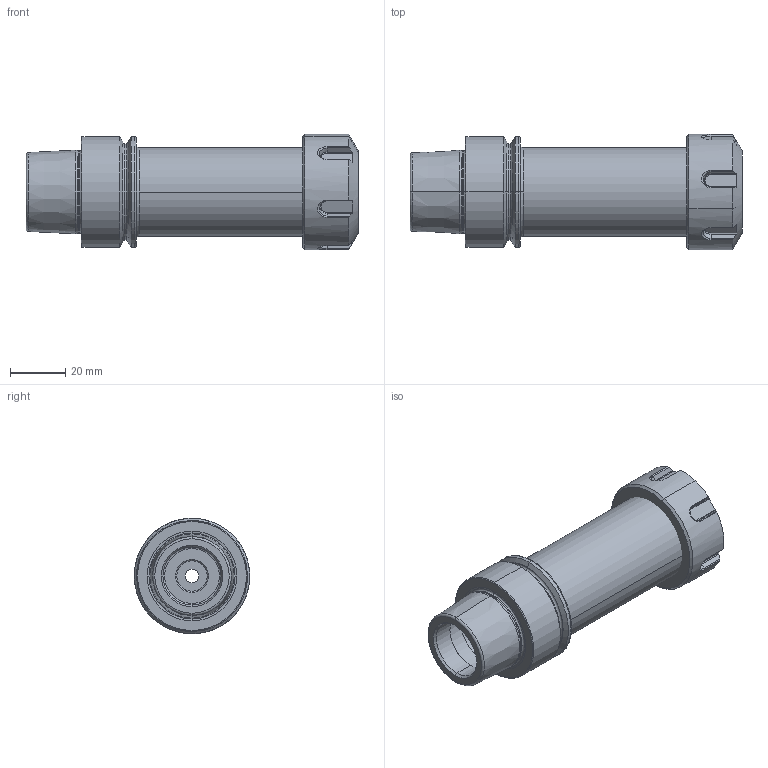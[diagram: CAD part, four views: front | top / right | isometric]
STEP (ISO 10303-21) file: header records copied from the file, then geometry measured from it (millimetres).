
FILE_DESCRIPTION (( 'STEP AP203' ), '1' );
FILE_NAME ('HE4.E25.K01.100.STEP', '2018-02-16T12:22:16', ( 'SWIAdmin' ), ( 'Hewlett-Packard Company' ), 'SwSTEP 2.0', 'SolidWorks 2017', '' );
FILE_SCHEMA (( 'CONFIG_CONTROL_DESIGN' ));
Length unit declared in the file: millimetre
Products named in the file (4): HE4-E25.K01.100_A_Fertigbearbeitung; E25-ER1.001.020; ERU-AN5.K01.020_A; HE4.E25.K01.100
Assembly tree (3 placements, depth 2):
  HE4.E25.K01.100
    HE4-E25.K01.100_A_Fertigbearbeitung
    E25-ER1.001.020
    ERU-AN5.K01.020_A
Bounding box: 119.9 x 41.7 x 41.65 mm (x, y, z)
Volume: 80658 mm3; surface area: 26533 mm2
Topology: 3 solids, 3 shells, 224 faces, 517 edges, 306 vertices
Faces by surface type: plane 92, cone 59, cylinder 43, torus 30
Entity records: 7151 total; most frequent: CARTESIAN_POINT 1660, DIRECTION 1117, ORIENTED_EDGE 1034, EDGE_CURVE 517, AXIS2_PLACEMENT_3D 445, VERTEX_POINT 306, EDGE_LOOP 237, LINE 227
